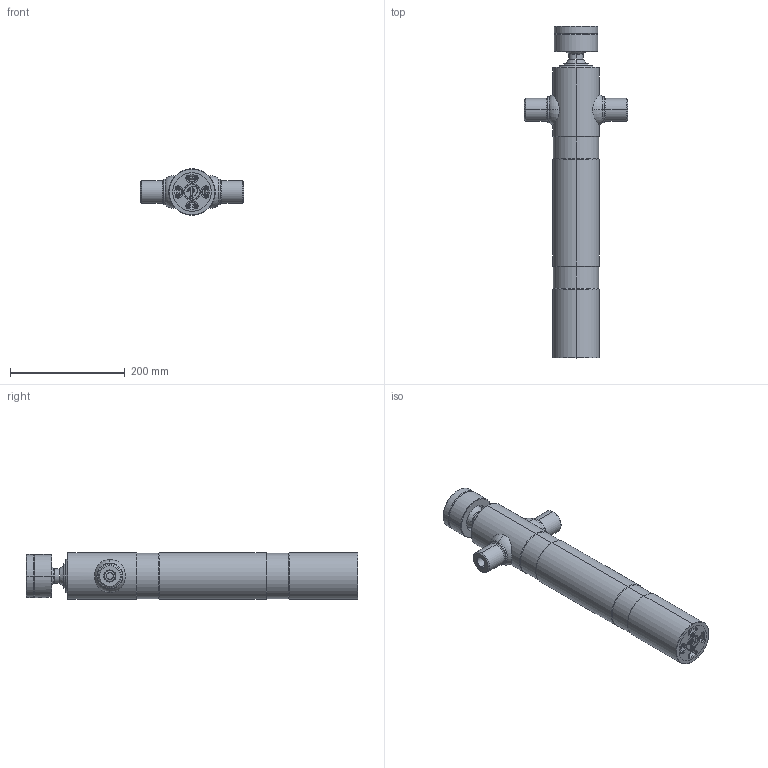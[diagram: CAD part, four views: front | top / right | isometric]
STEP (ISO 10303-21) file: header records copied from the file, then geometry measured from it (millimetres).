
FILE_DESCRIPTION (( 'STEP AP203' ), '1' );
FILE_NAME ('298.BGHR.STEP', '2014-10-06T12:54:10', ( '' ), ( '' ), 'SwSTEP 2.0', 'SolidWorks 2013', '' );
FILE_SCHEMA (( 'CONFIG_CONTROL_DESIGN' ));
Length unit declared in the file: millimetre
Products named in the file (1): 298.BGHR
Bounding box: 179.8 x 578 x 80.8 mm (x, y, z)
Surface area: 336692 mm2 (no closed solid volume)
Topology: 0 solids, 15 shells, 232 faces, 628 edges, 404 vertices
Faces by surface type: cone 71, torus 63, cylinder 61, plane 27, bspline 8, sphere 2
Entity records: 8860 total; most frequent: CARTESIAN_POINT 2976, DIRECTION 1376, ORIENTED_EDGE 1039, EDGE_CURVE 622, AXIS2_PLACEMENT_3D 588, VERTEX_POINT 401, CIRCLE 363, EDGE_LOOP 247
